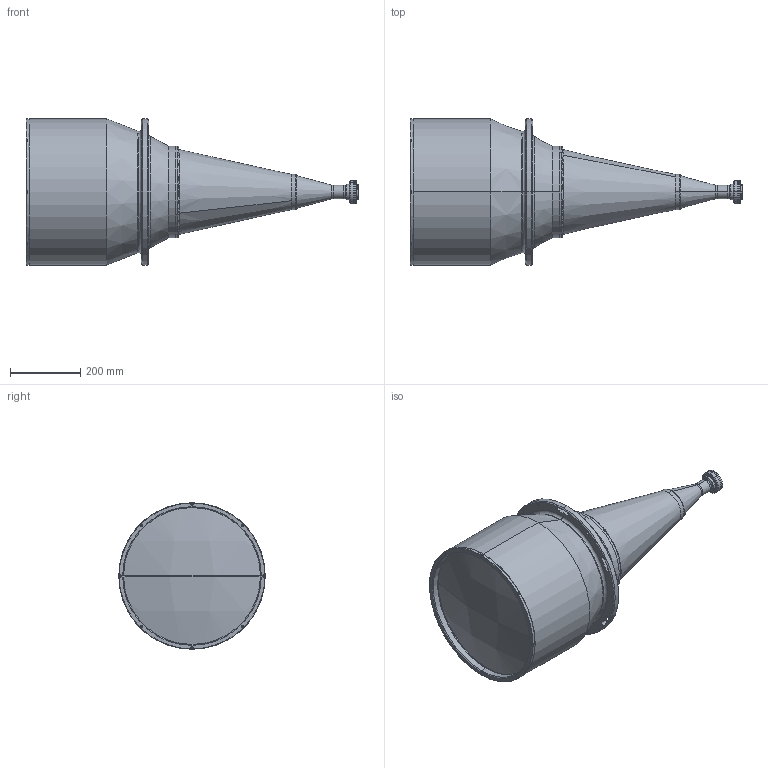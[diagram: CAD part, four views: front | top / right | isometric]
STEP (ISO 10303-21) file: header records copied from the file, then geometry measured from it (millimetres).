
FILE_DESCRIPTION (( 'STEP AP203' ), '1' );
FILE_NAME ('DP32135-A_TC4MHRP308-F.step', '2022-06-13T14:36:33', ( '' ), ( '' ), 'SwSTEP 2.0', 'SolidWorks 2021', '' );
FILE_SCHEMA (( 'CONFIG_CONTROL_DESIGN' ));
Length unit declared in the file: millimetre
Products named in the file (1): DP32135-A_TC4MHRP308-F
Bounding box: 945.73 x 417 x 417 mm (x, y, z)
Surface area: 1091251.2 mm2 (no closed solid volume)
Topology: 0 solids, 37 shells, 308 faces, 1017 edges, 728 vertices
Faces by surface type: cylinder 142, plane 73, torus 55, cone 30, bspline 6, sphere 2
Entity records: 12271 total; most frequent: CARTESIAN_POINT 2964, DIRECTION 2140, ORIENTED_EDGE 1616, EDGE_CURVE 1017, AXIS2_PLACEMENT_3D 872, VERTEX_POINT 728, CIRCLE 569, EDGE_LOOP 397
